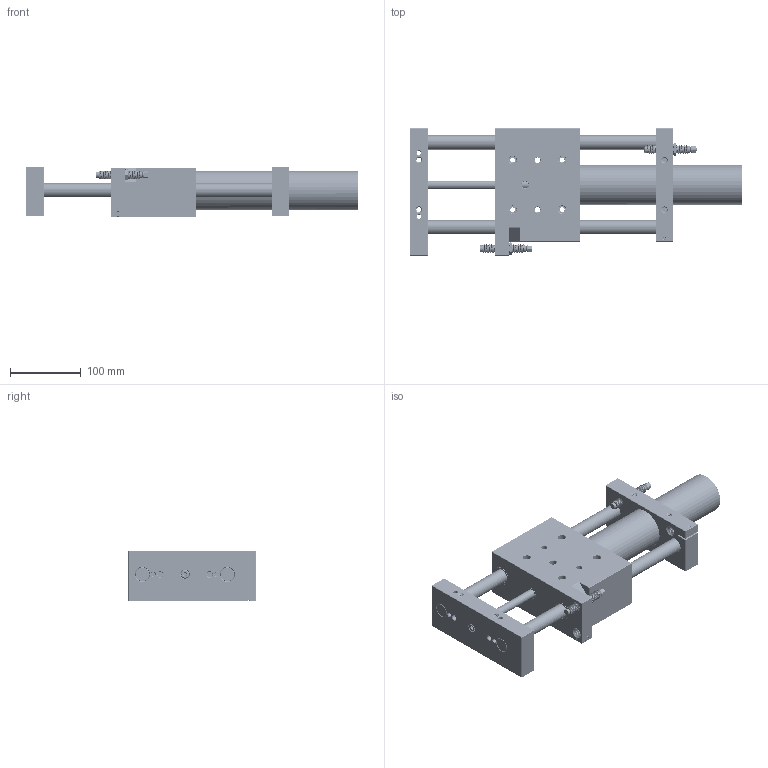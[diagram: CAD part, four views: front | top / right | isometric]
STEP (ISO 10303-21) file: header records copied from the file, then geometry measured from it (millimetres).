
FILE_DESCRIPTION(/* description */ (''),/* implementation_level */ '2;1');
FILE_NAME(/* name */ '9878ef90-6e71-4d44-9ac3-90006bfda4d8.stp',/* time_stamp */ '2024-10-08T17:14:41Z',/* author */ (''),/* organization */ (''),/* preprocessor_version */ 'ST-DEVELOPER v20',/* originating_system */ 'Autodesk Translation Framework v13.20.0.188',/* authorisation */ '');
FILE_SCHEMA (('AUTOMOTIVE_DESIGN { 1 0 10303 214 3 1 1 }'));
Products named in the file (19): ML 50/200; Body_part_1; Body_part_2; Body_part_3; Linear_bearing_12; 61205K76; Linear_bearing_20; Rod_3; Stop_part; Rod_1; Socket_screw_M4; Rod_middle_2; Socket_screw_M6; Set_screw_M5; Socket_screw_M4 (1); AS 12/60; AS 12/60_1; Screw_M12; Hex_nut_M12
Assembly tree (30 placements, depth 3):
  ML 50/200
    Body_part_1
    Body_part_2
    Body_part_3
    Linear_bearing_12
      61205K76
    Linear_bearing_20  x4
    Rod_3
    Stop_part  x4
    Rod_1  x2
    Socket_screw_M4
    Rod_middle_2
    Socket_screw_M6
    Set_screw_M5  x4
    Socket_screw_M4 (1)
    AS 12/60
      Screw_M12
      Hex_nut_M12
    AS 12/60_1
      Screw_M12
      Hex_nut_M12
Bounding box: 469 x 180 x 71.5 mm (x, y, z)
Volume: 2578374.5 mm3; surface area: 344142.1 mm2
Topology: 27 solids, 31 shells, 2563 faces, 6979 edges, 4530 vertices
Faces by surface type: cylinder 1840, plane 380, cone 188, bspline 151, torus 4
Full cylindrical faces by diameter (mm): 3 x3, 3.091 x19, 3.332 x47, 3.961 x20, 4 x34, 4.109 x29, 4.234 x42, 4.701 x4, 5 x12, 5.029 x22, 5.12 x28, 5.596 x10, 6 x15, 6.779 x160, 7 x2, 7.5 x1, 8 x13, 8.17 x101, 8.526 x7, 8.78 x18, 9 x2, 9.036 x22, 10 x7, 10.147 x21, 10.17 x18, 10.198 x7, 10.274 x9, 10.741 x62, 11 x8, 11.035 x8
Entity records: 175976 total; most frequent: CARTESIAN_POINT 126501, ORIENTED_EDGE 12160, DIRECTION 7151, EDGE_CURVE 6080, VERTEX_POINT 3960, B_SPLINE_CURVE_WITH_KNOTS 3454, AXIS2_PLACEMENT_3D 2552, EDGE_LOOP 2328
